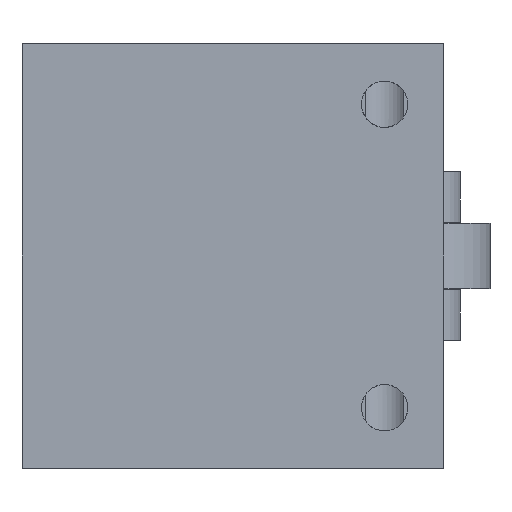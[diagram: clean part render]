
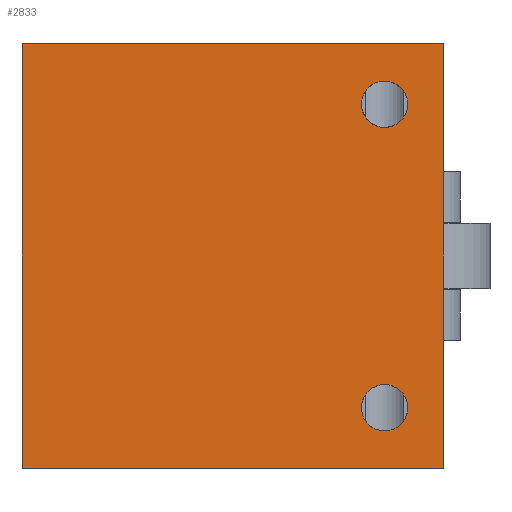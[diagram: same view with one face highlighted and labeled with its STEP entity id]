
A CAD part, front view. The second image highlights one B-rep face of the part: STEP entity #2833.
In plain terms, the highlighted planar face has unit normal (0, -1, 0).
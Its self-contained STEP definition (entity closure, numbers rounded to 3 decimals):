
#92=LINE('',#4484,#327);
#123=LINE('',#4598,#358);
#134=LINE('',#4624,#369);
#135=LINE('',#4626,#370);
#327=VECTOR('',#3528,1000.);
#358=VECTOR('',#3591,1000.);
#369=VECTOR('',#3614,1000.);
#370=VECTOR('',#3615,1000.);
#522=PLANE('',#3083);
#778=ORIENTED_EDGE('',*,*,#1573,.T.);
#779=ORIENTED_EDGE('',*,*,#1574,.F.);
#780=ORIENTED_EDGE('',*,*,#1560,.T.);
#781=ORIENTED_EDGE('',*,*,#1575,.F.);
#782=ORIENTED_EDGE('',*,*,#1576,.F.);
#783=ORIENTED_EDGE('',*,*,#1516,.T.);
#1516=EDGE_CURVE('',#1917,#1916,#92,.T.);
#1560=EDGE_CURVE('',#1916,#1955,#123,.T.);
#1573=EDGE_CURVE('',#1963,#1963,#2161,.T.);
#1574=EDGE_CURVE('',#1964,#1964,#2162,.T.);
#1575=EDGE_CURVE('',#1965,#1955,#134,.T.);
#1576=EDGE_CURVE('',#1917,#1965,#135,.T.);
#1916=VERTEX_POINT('',#4483);
#1917=VERTEX_POINT('',#4485);
#1955=VERTEX_POINT('',#4597);
#1963=VERTEX_POINT('',#4621);
#1964=VERTEX_POINT('',#4623);
#1965=VERTEX_POINT('',#4625);
#2161=CIRCLE('',#3084,2.75);
#2162=CIRCLE('',#3085,2.75);
#2303=EDGE_LOOP('',(#778));
#2304=EDGE_LOOP('',(#779));
#2305=EDGE_LOOP('',(#780,#781,#782,#783));
#2540=FACE_BOUND('',#2303,.T.);
#2541=FACE_BOUND('',#2304,.T.);
#2542=FACE_BOUND('',#2305,.T.);
#2833=ADVANCED_FACE('',(#2540,#2541,#2542),#522,.F.);
#3083=AXIS2_PLACEMENT_3D('',#4619,#3608,#3609);
#3084=AXIS2_PLACEMENT_3D('',#4620,#3610,#3611);
#3085=AXIS2_PLACEMENT_3D('',#4622,#3612,#3613);
#3528=DIRECTION('',(0.,0.,-1.));
#3591=DIRECTION('',(1.,0.,0.));
#3608=DIRECTION('',(0.,1.,0.));
#3609=DIRECTION('',(0.,0.,1.));
#3610=DIRECTION('',(0.,1.,0.));
#3611=DIRECTION('',(0.,0.,1.));
#3612=DIRECTION('',(0.,-1.,0.));
#3613=DIRECTION('',(0.,0.,-1.));
#3614=DIRECTION('',(0.,0.,-1.));
#3615=DIRECTION('',(1.,0.,0.));
#4483=CARTESIAN_POINT('',(-25.,0.,-25.2));
#4484=CARTESIAN_POINT('',(-25.,0.,25.2));
#4485=CARTESIAN_POINT('',(-25.,0.,25.2));
#4597=CARTESIAN_POINT('',(25.,0.,-25.2));
#4598=CARTESIAN_POINT('',(-25.,0.,-25.2));
#4619=CARTESIAN_POINT('',(-25.,0.,25.2));
#4620=CARTESIAN_POINT('',(18.,0.,18.));
#4621=CARTESIAN_POINT('',(18.,0.,20.75));
#4622=CARTESIAN_POINT('',(18.,0.,-18.));
#4623=CARTESIAN_POINT('',(18.,0.,-20.75));
#4624=CARTESIAN_POINT('',(25.,0.,25.2));
#4625=CARTESIAN_POINT('',(25.,0.,25.2));
#4626=CARTESIAN_POINT('',(-25.,0.,25.2));
